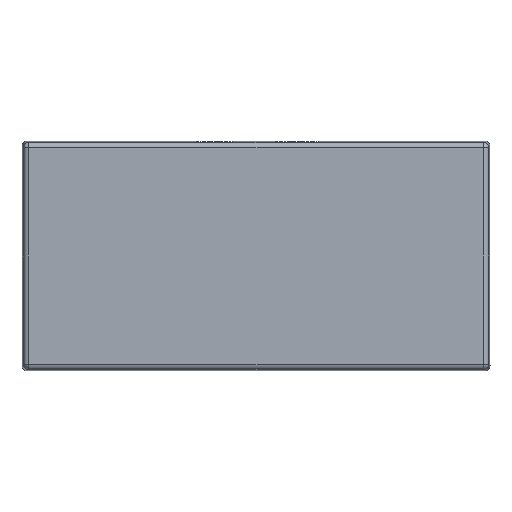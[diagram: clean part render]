
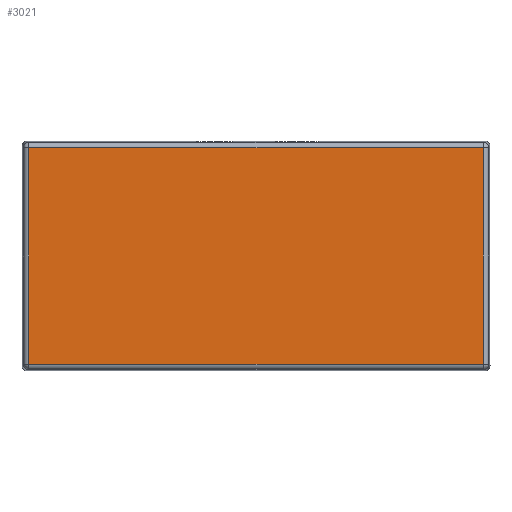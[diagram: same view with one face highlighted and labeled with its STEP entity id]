
A CAD part, front view. The second image highlights one B-rep face of the part: STEP entity #3021.
In plain terms, the highlighted planar face has unit normal (0, -1, 0).
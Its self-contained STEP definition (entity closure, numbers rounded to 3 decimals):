
#464=DIRECTION('',(0.,0.,1.));
#465=VECTOR('',#464,20.917);
#466=CARTESIAN_POINT('',(21.959,0.,-10.459));
#467=LINE('',#466,#465);
#472=DIRECTION('',(1.,0.,0.));
#473=VECTOR('',#472,43.917);
#474=CARTESIAN_POINT('',(-21.959,0.,-10.459));
#475=LINE('',#474,#473);
#530=DIRECTION('',(0.,0.,-1.));
#531=VECTOR('',#530,20.917);
#532=CARTESIAN_POINT('',(-21.959,0.,10.459));
#533=LINE('',#532,#531);
#565=DIRECTION('',(-1.,0.,0.));
#566=VECTOR('',#565,43.917);
#567=CARTESIAN_POINT('',(21.959,0.,10.459));
#568=LINE('',#567,#566);
#2227=CARTESIAN_POINT('',(21.959,0.,10.459));
#2228=CARTESIAN_POINT('',(-21.959,0.,10.459));
#2229=VERTEX_POINT('',#2227);
#2230=VERTEX_POINT('',#2228);
#2231=CARTESIAN_POINT('',(21.959,0.,-10.459));
#2232=VERTEX_POINT('',#2231);
#2233=CARTESIAN_POINT('',(-21.959,0.,-10.459));
#2234=VERTEX_POINT('',#2233);
#3007=CARTESIAN_POINT('',(0.,0.,0.));
#3008=DIRECTION('',(0.,1.,0.));
#3009=DIRECTION('',(1.,0.,0.));
#3010=AXIS2_PLACEMENT_3D('',#3007,#3008,#3009);
#3011=PLANE('',#3010);
#3012=ORIENTED_EDGE('',*,*,#2997,.F.);
#3014=ORIENTED_EDGE('',*,*,#3013,.F.);
#3016=ORIENTED_EDGE('',*,*,#3015,.F.);
#3018=ORIENTED_EDGE('',*,*,#3017,.F.);
#3019=EDGE_LOOP('',(#3012,#3014,#3016,#3018));
#3020=FACE_OUTER_BOUND('',#3019,.F.);
#3021=ADVANCED_FACE('',(#3020),#3011,.F.);
#2997=EDGE_CURVE('',#2232,#2229,#467,.T.);
#3013=EDGE_CURVE('',#2234,#2232,#475,.T.);
#3015=EDGE_CURVE('',#2230,#2234,#533,.T.);
#3017=EDGE_CURVE('',#2229,#2230,#568,.T.);
